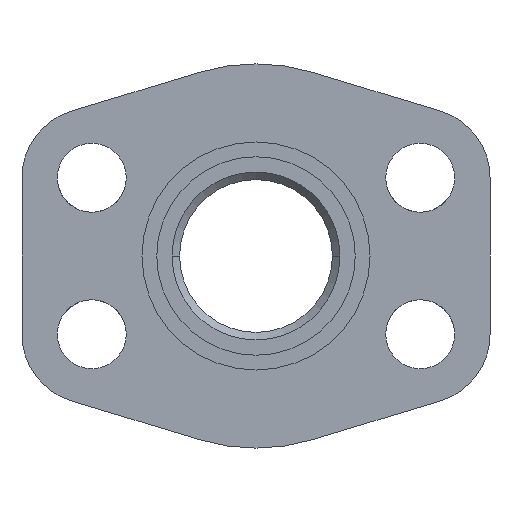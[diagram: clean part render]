
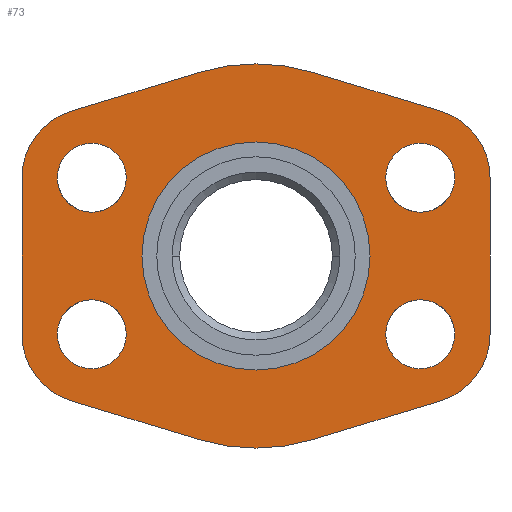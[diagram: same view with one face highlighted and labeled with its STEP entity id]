
A CAD part, front view. The second image highlights one B-rep face of the part: STEP entity #73.
In plain terms, the highlighted planar face has unit normal (0, -1, 0).
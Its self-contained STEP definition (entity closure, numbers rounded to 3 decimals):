
#73=ADVANCED_FACE('',(#154,#155,#156,#157,#158,#159),#160,.F.);
#154=FACE_BOUND('',#260,.T.);
#155=FACE_OUTER_BOUND('',#261,.T.);
#156=FACE_BOUND('',#262,.T.);
#157=FACE_BOUND('',#263,.T.);
#158=FACE_BOUND('',#264,.T.);
#159=FACE_BOUND('',#265,.T.);
#160=PLANE('',#266);
#260=EDGE_LOOP('',(#530,#531));
#261=EDGE_LOOP('',(#532,#533,#534,#535,#536,#537,#538,#539,#540,#541,#542,#543));
#262=EDGE_LOOP('',(#544,#545));
#263=EDGE_LOOP('',(#546,#547));
#264=EDGE_LOOP('',(#548,#549));
#265=EDGE_LOOP('',(#550,#551));
#266=AXIS2_PLACEMENT_3D('',#552,#553,#554);
#530=ORIENTED_EDGE('',*,*,#744,.T.);
#531=ORIENTED_EDGE('',*,*,#743,.T.);
#532=ORIENTED_EDGE('',*,*,#780,.F.);
#533=ORIENTED_EDGE('',*,*,#781,.F.);
#534=ORIENTED_EDGE('',*,*,#782,.F.);
#535=ORIENTED_EDGE('',*,*,#783,.F.);
#536=ORIENTED_EDGE('',*,*,#784,.T.);
#537=ORIENTED_EDGE('',*,*,#785,.F.);
#538=ORIENTED_EDGE('',*,*,#786,.T.);
#539=ORIENTED_EDGE('',*,*,#787,.F.);
#540=ORIENTED_EDGE('',*,*,#788,.F.);
#541=ORIENTED_EDGE('',*,*,#789,.F.);
#542=ORIENTED_EDGE('',*,*,#790,.T.);
#543=ORIENTED_EDGE('',*,*,#791,.F.);
#544=ORIENTED_EDGE('',*,*,#779,.T.);
#545=ORIENTED_EDGE('',*,*,#711,.T.);
#546=ORIENTED_EDGE('',*,*,#778,.T.);
#547=ORIENTED_EDGE('',*,*,#715,.T.);
#548=ORIENTED_EDGE('',*,*,#777,.T.);
#549=ORIENTED_EDGE('',*,*,#720,.T.);
#550=ORIENTED_EDGE('',*,*,#776,.T.);
#551=ORIENTED_EDGE('',*,*,#725,.T.);
#552=CARTESIAN_POINT('',(0.,0.,0.));
#553=DIRECTION('',(-0.0,1.0,0.));
#554=DIRECTION('',(1.0,0.0,0.0));
#711=EDGE_CURVE('',#851,#855,#857,.T.);
#715=EDGE_CURVE('',#859,#863,#865,.T.);
#720=EDGE_CURVE('',#867,#873,#875,.T.);
#725=EDGE_CURVE('',#877,#883,#885,.T.);
#743=EDGE_CURVE('',#913,#917,#919,.T.);
#744=EDGE_CURVE('',#917,#913,#920,.T.);
#776=EDGE_CURVE('',#883,#877,#968,.T.);
#777=EDGE_CURVE('',#873,#867,#969,.T.);
#778=EDGE_CURVE('',#863,#859,#970,.T.);
#779=EDGE_CURVE('',#855,#851,#971,.T.);
#780=EDGE_CURVE('',#972,#973,#974,.T.);
#781=EDGE_CURVE('',#975,#972,#976,.T.);
#782=EDGE_CURVE('',#977,#975,#978,.T.);
#783=EDGE_CURVE('',#979,#977,#980,.T.);
#784=EDGE_CURVE('',#979,#981,#982,.T.);
#785=EDGE_CURVE('',#983,#981,#984,.T.);
#786=EDGE_CURVE('',#983,#985,#986,.T.);
#787=EDGE_CURVE('',#987,#985,#988,.T.);
#788=EDGE_CURVE('',#989,#987,#990,.T.);
#789=EDGE_CURVE('',#991,#989,#992,.T.);
#790=EDGE_CURVE('',#991,#993,#994,.T.);
#791=EDGE_CURVE('',#973,#993,#995,.T.);
#851=VERTEX_POINT('',#1195);
#855=VERTEX_POINT('',#1200);
#857=CIRCLE('',#1203,7.0);
#859=VERTEX_POINT('',#1205);
#863=VERTEX_POINT('',#1210);
#865=CIRCLE('',#1213,7.0);
#867=VERTEX_POINT('',#1215);
#873=VERTEX_POINT('',#1222);
#875=CIRCLE('',#1225,7.0);
#877=VERTEX_POINT('',#1227);
#883=VERTEX_POINT('',#1234);
#885=CIRCLE('',#1237,7.0);
#913=VERTEX_POINT('',#1337);
#917=VERTEX_POINT('',#1342);
#919=CIRCLE('',#1345,23.15);
#920=CIRCLE('',#1346,23.15);
#968=CIRCLE('',#1466,7.0);
#969=CIRCLE('',#1467,7.0);
#970=CIRCLE('',#1468,7.0);
#971=CIRCLE('',#1469,7.0);
#972=VERTEX_POINT('',#1470);
#973=VERTEX_POINT('',#1471);
#974=LINE('',#1472,#1473);
#975=VERTEX_POINT('',#1474);
#976=CIRCLE('',#1475,14.16);
#977=VERTEX_POINT('',#1476);
#978=LINE('',#1477,#1478);
#979=VERTEX_POINT('',#1479);
#980=CIRCLE('',#1480,39.0);
#981=VERTEX_POINT('',#1481);
#982=LINE('',#1482,#1483);
#983=VERTEX_POINT('',#1484);
#984=CIRCLE('',#1485,14.16);
#985=VERTEX_POINT('',#1486);
#986=LINE('',#1487,#1488);
#987=VERTEX_POINT('',#1489);
#988=CIRCLE('',#1490,14.16);
#989=VERTEX_POINT('',#1491);
#990=LINE('',#1492,#1493);
#991=VERTEX_POINT('',#1494);
#992=CIRCLE('',#1495,39.0);
#993=VERTEX_POINT('',#1496);
#994=LINE('',#1497,#1498);
#995=CIRCLE('',#1499,14.16);
#1195=CARTESIAN_POINT('',(-26.34,0.0,-15.875));
#1200=CARTESIAN_POINT('',(-40.34,0.,-15.875));
#1203=AXIS2_PLACEMENT_3D('',#1569,#1570,#1571);
#1205=CARTESIAN_POINT('',(40.34,0.0,-15.875));
#1210=CARTESIAN_POINT('',(26.34,0.,-15.875));
#1213=AXIS2_PLACEMENT_3D('',#1577,#1578,#1579);
#1215=CARTESIAN_POINT('',(-26.34,0.0,15.875));
#1222=CARTESIAN_POINT('',(-40.34,0.,15.875));
#1225=AXIS2_PLACEMENT_3D('',#1588,#1589,#1590);
#1227=CARTESIAN_POINT('',(40.34,0.0,15.875));
#1234=CARTESIAN_POINT('',(26.34,0.,15.875));
#1237=AXIS2_PLACEMENT_3D('',#1599,#1600,#1601);
#1337=CARTESIAN_POINT('',(-23.15,0.,0.));
#1342=CARTESIAN_POINT('',(23.15,0.,0.));
#1345=AXIS2_PLACEMENT_3D('',#1631,#1632,#1633);
#1346=AXIS2_PLACEMENT_3D('',#1634,#1635,#1636);
#1466=AXIS2_PLACEMENT_3D('',#1712,#1713,#1714);
#1467=AXIS2_PLACEMENT_3D('',#1715,#1716,#1717);
#1468=AXIS2_PLACEMENT_3D('',#1718,#1719,#1720);
#1469=AXIS2_PLACEMENT_3D('',#1721,#1722,#1723);
#1470=CARTESIAN_POINT('',(47.5,0.,15.875));
#1471=CARTESIAN_POINT('',(47.5,0.,-15.875));
#1472=CARTESIAN_POINT('',(47.5,0.,15.875));
#1473=VECTOR('',#1724,1.0);
#1474=CARTESIAN_POINT('',(37.436,0.,29.43));
#1475=AXIS2_PLACEMENT_3D('',#1725,#1726,#1727);
#1476=CARTESIAN_POINT('',(11.281,0.,37.333));
#1477=CARTESIAN_POINT('',(11.281,0.,37.333));
#1478=VECTOR('',#1728,1.0);
#1479=CARTESIAN_POINT('',(-11.281,0.,37.333));
#1480=AXIS2_PLACEMENT_3D('',#1729,#1730,#1731);
#1481=CARTESIAN_POINT('',(-37.436,0.,29.43));
#1482=CARTESIAN_POINT('',(-11.281,0.,37.333));
#1483=VECTOR('',#1732,1.0);
#1484=CARTESIAN_POINT('',(-47.5,0.,15.875));
#1485=AXIS2_PLACEMENT_3D('',#1733,#1734,#1735);
#1486=CARTESIAN_POINT('',(-47.5,0.,-15.875));
#1487=CARTESIAN_POINT('',(-47.5,0.,15.875));
#1488=VECTOR('',#1736,1.0);
#1489=CARTESIAN_POINT('',(-37.436,0.,-29.43));
#1490=AXIS2_PLACEMENT_3D('',#1737,#1738,#1739);
#1491=CARTESIAN_POINT('',(-11.281,0.,-37.333));
#1492=CARTESIAN_POINT('',(-11.281,0.,-37.333));
#1493=VECTOR('',#1740,1.0);
#1494=CARTESIAN_POINT('',(11.281,0.,-37.333));
#1495=AXIS2_PLACEMENT_3D('',#1741,#1742,#1743);
#1496=CARTESIAN_POINT('',(37.436,0.,-29.43));
#1497=CARTESIAN_POINT('',(11.281,0.,-37.333));
#1498=VECTOR('',#1744,1.0);
#1499=AXIS2_PLACEMENT_3D('',#1745,#1746,#1747);
#1569=CARTESIAN_POINT('',(-33.34,0.0,-15.875));
#1570=DIRECTION('',(-0.0,1.0,0.));
#1571=DIRECTION('',(1.0,0.0,0.0));
#1577=CARTESIAN_POINT('',(33.34,0.0,-15.875));
#1578=DIRECTION('',(-0.0,1.0,0.));
#1579=DIRECTION('',(1.0,0.0,0.0));
#1588=CARTESIAN_POINT('',(-33.34,0.0,15.875));
#1589=DIRECTION('',(-0.0,1.0,0.));
#1590=DIRECTION('',(1.0,0.0,0.0));
#1599=CARTESIAN_POINT('',(33.34,0.0,15.875));
#1600=DIRECTION('',(-0.0,1.0,0.));
#1601=DIRECTION('',(1.0,0.0,0.0));
#1631=CARTESIAN_POINT('',(0.0,0.0,0.0));
#1632=DIRECTION('',(0.0,1.0,0.));
#1633=DIRECTION('',(-1.0,0.0,0.0));
#1634=CARTESIAN_POINT('',(0.0,0.0,0.0));
#1635=DIRECTION('',(0.0,1.0,0.));
#1636=DIRECTION('',(-1.0,0.0,0.0));
#1712=CARTESIAN_POINT('',(33.34,0.0,15.875));
#1713=DIRECTION('',(-0.0,1.0,0.));
#1714=DIRECTION('',(1.0,0.0,0.0));
#1715=CARTESIAN_POINT('',(-33.34,0.0,15.875));
#1716=DIRECTION('',(-0.0,1.0,0.));
#1717=DIRECTION('',(1.0,0.0,0.0));
#1718=CARTESIAN_POINT('',(33.34,0.0,-15.875));
#1719=DIRECTION('',(-0.0,1.0,0.));
#1720=DIRECTION('',(1.0,0.0,0.0));
#1721=CARTESIAN_POINT('',(-33.34,0.0,-15.875));
#1722=DIRECTION('',(-0.0,1.0,0.));
#1723=DIRECTION('',(1.0,0.0,0.0));
#1724=DIRECTION('',(0.0,0.,-1.0));
#1725=CARTESIAN_POINT('',(33.34,0.,15.875));
#1726=DIRECTION('',(-0.0,1.0,0.));
#1727=DIRECTION('',(1.0,0.0,0.0));
#1728=DIRECTION('',(0.957,0.,-0.289));
#1729=CARTESIAN_POINT('',(0.0,0.0,0.0));
#1730=DIRECTION('',(-0.0,1.0,0.));
#1731=DIRECTION('',(1.0,0.0,0.0));
#1732=DIRECTION('',(-0.957,0.,-0.289));
#1733=CARTESIAN_POINT('',(-33.34,0.,15.875));
#1734=DIRECTION('',(-0.0,1.0,0.));
#1735=DIRECTION('',(1.0,0.0,0.0));
#1736=DIRECTION('',(0.0,0.,-1.0));
#1737=CARTESIAN_POINT('',(-33.34,0.,-15.875));
#1738=DIRECTION('',(-0.0,1.0,0.));
#1739=DIRECTION('',(1.0,0.0,0.0));
#1740=DIRECTION('',(-0.957,0.,0.289));
#1741=CARTESIAN_POINT('',(0.0,0.0,0.0));
#1742=DIRECTION('',(-0.0,1.0,0.));
#1743=DIRECTION('',(1.0,0.0,0.0));
#1744=DIRECTION('',(0.957,0.,0.289));
#1745=CARTESIAN_POINT('',(33.34,0.,-15.875));
#1746=DIRECTION('',(-0.0,1.0,0.));
#1747=DIRECTION('',(1.0,0.0,0.0));
